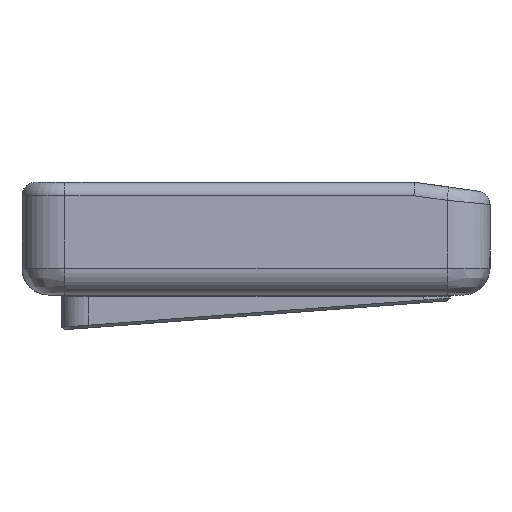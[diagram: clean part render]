
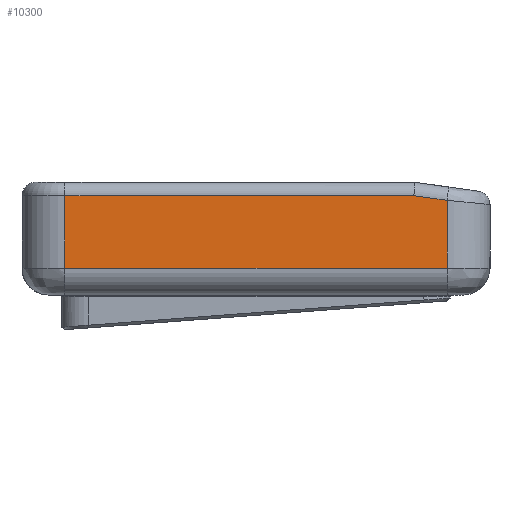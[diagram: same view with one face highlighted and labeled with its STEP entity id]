
A CAD part, left-side view. The second image highlights one B-rep face of the part: STEP entity #10300.
In plain terms, the highlighted planar face has unit normal (-1, 0, 0).
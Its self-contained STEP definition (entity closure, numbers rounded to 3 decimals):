
#428=PLANE('',#10961);
#968=FACE_OUTER_BOUND('',#1556,.T.);
#1556=EDGE_LOOP('',(#9427,#9428,#9429,#9430,#9431));
#3118=LINE('',#22239,#3823);
#3119=LINE('',#22266,#3824);
#3124=LINE('',#22308,#3829);
#3125=LINE('',#22311,#3830);
#3126=LINE('',#22312,#3831);
#3823=VECTOR('',#12844,10.);
#3824=VECTOR('',#12859,10.);
#3829=VECTOR('',#12888,10.);
#3830=VECTOR('',#12891,10.);
#3831=VECTOR('',#12892,10.);
#4866=VERTEX_POINT('',#22236);
#4867=VERTEX_POINT('',#22238);
#4868=VERTEX_POINT('',#22265);
#4875=VERTEX_POINT('',#22306);
#4876=VERTEX_POINT('',#22310);
#6387=EDGE_CURVE('',#4866,#4867,#3118,.T.);
#6393=EDGE_CURVE('',#4867,#4868,#3119,.T.);
#6406=EDGE_CURVE('',#4868,#4875,#3124,.T.);
#6407=EDGE_CURVE('',#4876,#4866,#3125,.T.);
#6408=EDGE_CURVE('',#4875,#4876,#3126,.T.);
#9427=ORIENTED_EDGE('',*,*,#6407,.F.);
#9428=ORIENTED_EDGE('',*,*,#6408,.F.);
#9429=ORIENTED_EDGE('',*,*,#6406,.F.);
#9430=ORIENTED_EDGE('',*,*,#6393,.F.);
#9431=ORIENTED_EDGE('',*,*,#6387,.F.);
#10300=ADVANCED_FACE('',(#968),#428,.T.);
#10961=AXIS2_PLACEMENT_3D('',#22309,#12889,#12890);
#12844=DIRECTION('',(0.,0.,-1.));
#12859=DIRECTION('',(0.,1.,0.));
#12888=DIRECTION('',(0.,0.,1.));
#12889=DIRECTION('center_axis',(-1.,0.,0.));
#12890=DIRECTION('ref_axis',(0.,-1.,0.));
#12891=DIRECTION('',(0.,-0.99,-0.139));
#12892=DIRECTION('',(0.,-1.,0.));
#22236=CARTESIAN_POINT('',(-7.5,-64.15,8.632));
#22238=CARTESIAN_POINT('',(-7.5,-64.15,-4.));
#22239=CARTESIAN_POINT('',(-7.5,-64.15,0.));
#22265=CARTESIAN_POINT('',(-7.5,7.,-4.));
#22266=CARTESIAN_POINT('',(-7.5,-6.788,-4.));
#22306=CARTESIAN_POINT('',(-7.5,7.,9.5));
#22308=CARTESIAN_POINT('',(-7.5,7.,0.));
#22309=CARTESIAN_POINT('Origin',(-7.5,15.,0.));
#22310=CARTESIAN_POINT('',(-7.5,-57.975,9.5));
#22311=CARTESIAN_POINT('',(-7.5,-22.762,14.449));
#22312=CARTESIAN_POINT('',(-7.5,-6.788,9.5));
